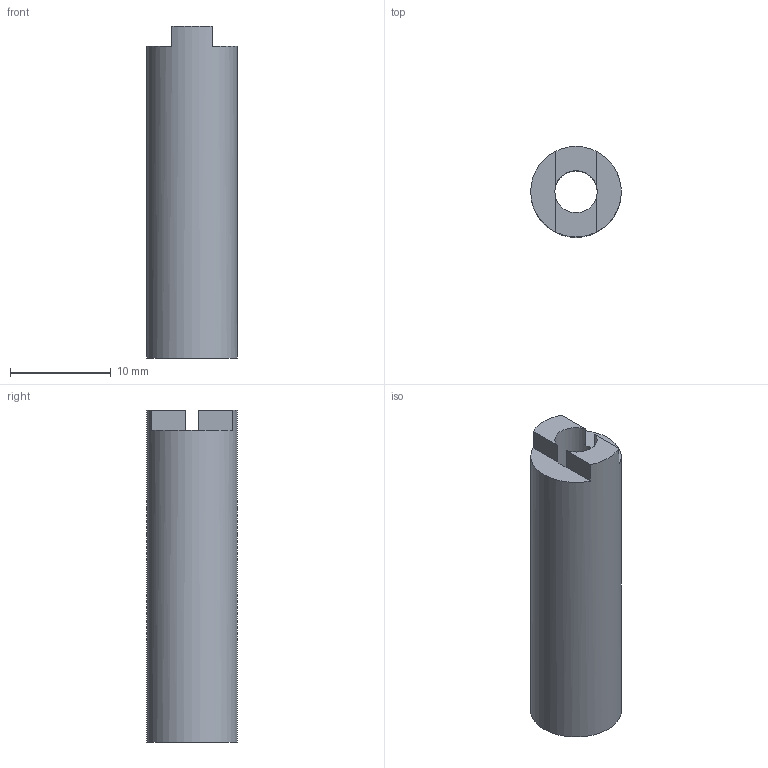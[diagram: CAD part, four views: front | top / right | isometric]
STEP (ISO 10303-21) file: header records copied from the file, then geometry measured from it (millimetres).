
FILE_DESCRIPTION(('HOOPS Exchange Step'),'2;1');
FILE_NAME('temp_export','2024-09-18T15:18:48+02:00',('nexusfinance'),('Shapr3D Limited'),'HOOPS Exchange 2023.2','Shapr3D','Authorized');
FILE_SCHEMA( ('AUTOMOTIVE_DESIGN { 1 0 10303 214 1 1 1 1 }') );
Length unit declared in the file: millimetre
Products named in the file (1): root
Bounding box: 9 x 9 x 33 mm (x, y, z)
Volume: 1407.6 mm3; surface area: 1512.2 mm2
Topology: 1 solids, 1 shells, 13 faces, 35 edges, 24 vertices
Faces by surface type: plane 10, cylinder 3
Full cylindrical faces by diameter (mm): 4.2 x1, 7.2 x1, 9 x1
Entity records: 449 total; most frequent: DIRECTION 79, CARTESIAN_POINT 73, ORIENTED_EDGE 70, EDGE_CURVE 35, AXIS2_PLACEMENT_3D 30, VERTEX_POINT 24, VECTOR 19, LINE 19
